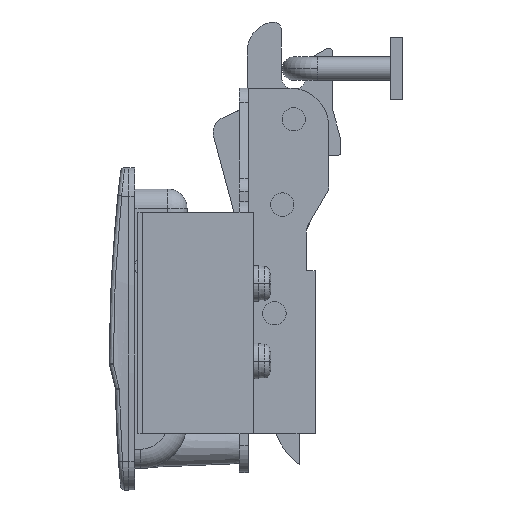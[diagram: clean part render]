
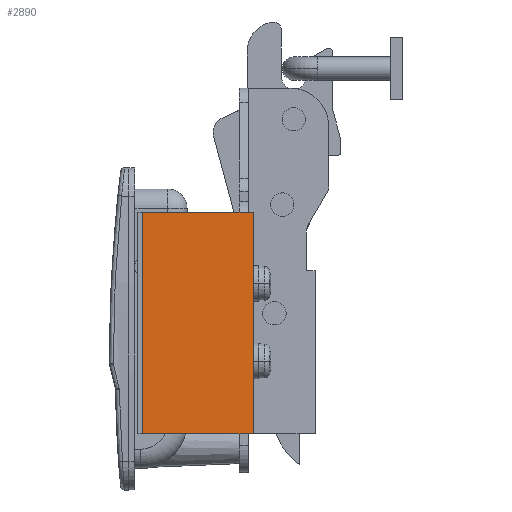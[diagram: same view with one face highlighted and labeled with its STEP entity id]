
A CAD part, left-side view. The second image highlights one B-rep face of the part: STEP entity #2890.
In plain terms, the highlighted face is planar.
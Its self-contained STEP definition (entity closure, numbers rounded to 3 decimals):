
#165 = VERTEX_POINT ( 'NONE', #10849 ) ;
#258 = EDGE_CURVE ( 'NONE', #165, #9964, #11859, .T. ) ;
#737 = ORIENTED_EDGE ( 'NONE', *, *, #6104, .T. ) ;
#2450 = DIRECTION ( 'NONE',  ( 0., 0., -1. ) ) ;
#2473 = VERTEX_POINT ( 'NONE', #15419 ) ;
#2890 = ADVANCED_FACE ( 'NONE', ( #14156 ), #8047, .F. ) ;
#2895 = DIRECTION ( 'NONE',  ( 0., -1., 0. ) ) ;
#3097 = CARTESIAN_POINT ( 'NONE',  ( 1.2, -1.2, -28.5 ) ) ;
#4161 = CARTESIAN_POINT ( 'NONE',  ( 1.2, -1.2, 28.5 ) ) ;
#4615 = DIRECTION ( 'NONE',  ( -1., 0., 0. ) ) ;
#4719 = ORIENTED_EDGE ( 'NONE', *, *, #12271, .F. ) ;
#4829 = DIRECTION ( 'NONE',  ( 0., 1., 0. ) ) ;
#5363 = EDGE_LOOP ( 'NONE', ( #6469, #4719, #8694, #737 ) ) ;
#5890 = LINE ( 'NONE', #4161, #11519 ) ;
#6104 = EDGE_CURVE ( 'NONE', #165, #2473, #13506, .T. ) ;
#6330 = CARTESIAN_POINT ( 'NONE',  ( 1.2, -1.2, 28.5 ) ) ;
#6469 = ORIENTED_EDGE ( 'NONE', *, *, #15684, .T. ) ;
#6548 = CARTESIAN_POINT ( 'NONE',  ( 1.2, -1.2, -28.5 ) ) ;
#8047 = PLANE ( 'NONE',  #16369 ) ;
#8123 = VERTEX_POINT ( 'NONE', #3097 ) ;
#8267 = LINE ( 'NONE', #6548, #13476 ) ;
#8378 = DIRECTION ( 'NONE',  ( 0., 1., 0. ) ) ;
#8459 = VECTOR ( 'NONE', #10023, 1000. ) ;
#8694 = ORIENTED_EDGE ( 'NONE', *, *, #258, .F. ) ;
#9964 = VERTEX_POINT ( 'NONE', #16793 ) ;
#10023 = DIRECTION ( 'NONE',  ( 0., 0., -1. ) ) ;
#10122 = CARTESIAN_POINT ( 'NONE',  ( 1.2, -1.2, 28.5 ) ) ;
#10849 = CARTESIAN_POINT ( 'NONE',  ( 1.2, -29.7, 28.5 ) ) ;
#11519 = VECTOR ( 'NONE', #2450, 1000. ) ;
#11763 = CARTESIAN_POINT ( 'NONE',  ( 1.2, -29.7, 28.5 ) ) ;
#11859 = LINE ( 'NONE', #10122, #14752 ) ;
#12271 = EDGE_CURVE ( 'NONE', #9964, #8123, #5890, .T. ) ;
#13476 = VECTOR ( 'NONE', #4829, 1000. ) ;
#13506 = LINE ( 'NONE', #11763, #8459 ) ;
#14156 = FACE_OUTER_BOUND ( 'NONE', #5363, .T. ) ;
#14752 = VECTOR ( 'NONE', #8378, 1000. ) ;
#15419 = CARTESIAN_POINT ( 'NONE',  ( 1.2, -29.7, -28.5 ) ) ;
#15684 = EDGE_CURVE ( 'NONE', #2473, #8123, #8267, .T. ) ;
#16369 = AXIS2_PLACEMENT_3D ( 'NONE', #6330, #4615, #2895 ) ;
#16793 = CARTESIAN_POINT ( 'NONE',  ( 1.2, -1.2, 28.5 ) ) ;
